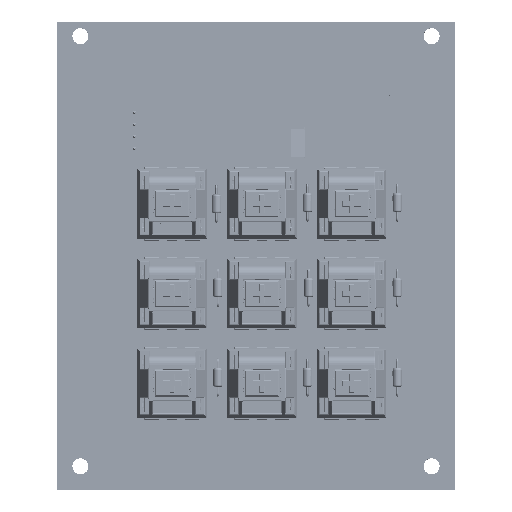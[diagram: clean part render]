
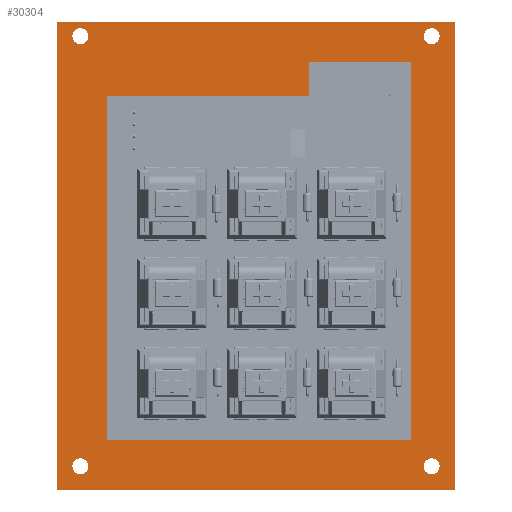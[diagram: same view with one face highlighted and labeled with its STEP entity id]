
A CAD part, top view. The second image highlights one B-rep face of the part: STEP entity #30304.
In plain terms, the highlighted planar face has unit normal (0, 0, 1).
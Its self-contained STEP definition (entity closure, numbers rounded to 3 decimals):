
#3096=CIRCLE('',#32742,1.7);
#3097=CIRCLE('',#32743,1.7);
#3098=CIRCLE('',#32744,1.7);
#3099=CIRCLE('',#32745,1.7);
#3357=FACE_BOUND('',#6761,.T.);
#3358=FACE_BOUND('',#6762,.T.);
#3359=FACE_BOUND('',#6763,.T.);
#3360=FACE_BOUND('',#6764,.T.);
#3361=FACE_BOUND('',#6765,.T.);
#4930=FACE_OUTER_BOUND('',#6760,.T.);
#6760=EDGE_LOOP('',(#27682,#27683,#27684,#27685));
#6761=EDGE_LOOP('',(#27686));
#6762=EDGE_LOOP('',(#27687));
#6763=EDGE_LOOP('',(#27688));
#6764=EDGE_LOOP('',(#27689));
#6765=EDGE_LOOP('',(#27690,#27691,#27692,#27693,#27694,#27695));
#9746=LINE('',#64662,#12740);
#9748=LINE('',#64666,#12742);
#9751=LINE('',#64672,#12745);
#9752=LINE('',#64673,#12746);
#9753=LINE('',#64684,#12747);
#9754=LINE('',#64686,#12748);
#9755=LINE('',#64688,#12749);
#9756=LINE('',#64690,#12750);
#9757=LINE('',#64692,#12751);
#9758=LINE('',#64693,#12752);
#12740=VECTOR('',#40337,10.);
#12742=VECTOR('',#40341,10.);
#12745=VECTOR('',#40346,10.);
#12746=VECTOR('',#40347,10.);
#12747=VECTOR('',#40356,10.);
#12748=VECTOR('',#40357,10.);
#12749=VECTOR('',#40358,10.);
#12750=VECTOR('',#40359,10.);
#12751=VECTOR('',#40360,10.);
#12752=VECTOR('',#40361,10.);
#15384=VERTEX_POINT('',#64659);
#15385=VERTEX_POINT('',#64661);
#15386=VERTEX_POINT('',#64665);
#15388=VERTEX_POINT('',#64671);
#15389=VERTEX_POINT('',#64674);
#15390=VERTEX_POINT('',#64676);
#15391=VERTEX_POINT('',#64678);
#15392=VERTEX_POINT('',#64680);
#15393=VERTEX_POINT('',#64682);
#15394=VERTEX_POINT('',#64683);
#15395=VERTEX_POINT('',#64685);
#15396=VERTEX_POINT('',#64687);
#15397=VERTEX_POINT('',#64689);
#15398=VERTEX_POINT('',#64691);
#19486=EDGE_CURVE('',#15385,#15384,#9746,.T.);
#19488=EDGE_CURVE('',#15386,#15385,#9748,.T.);
#19491=EDGE_CURVE('',#15384,#15388,#9751,.T.);
#19492=EDGE_CURVE('',#15388,#15386,#9752,.T.);
#19493=EDGE_CURVE('',#15389,#15389,#3096,.T.);
#19494=EDGE_CURVE('',#15390,#15390,#3097,.T.);
#19495=EDGE_CURVE('',#15391,#15391,#3098,.T.);
#19496=EDGE_CURVE('',#15392,#15392,#3099,.T.);
#19497=EDGE_CURVE('',#15393,#15394,#9753,.T.);
#19498=EDGE_CURVE('',#15393,#15395,#9754,.T.);
#19499=EDGE_CURVE('',#15395,#15396,#9755,.T.);
#19500=EDGE_CURVE('',#15396,#15397,#9756,.T.);
#19501=EDGE_CURVE('',#15397,#15398,#9757,.T.);
#19502=EDGE_CURVE('',#15394,#15398,#9758,.T.);
#27682=ORIENTED_EDGE('',*,*,#19486,.T.);
#27683=ORIENTED_EDGE('',*,*,#19491,.T.);
#27684=ORIENTED_EDGE('',*,*,#19492,.T.);
#27685=ORIENTED_EDGE('',*,*,#19488,.T.);
#27686=ORIENTED_EDGE('',*,*,#19493,.T.);
#27687=ORIENTED_EDGE('',*,*,#19494,.T.);
#27688=ORIENTED_EDGE('',*,*,#19495,.T.);
#27689=ORIENTED_EDGE('',*,*,#19496,.T.);
#27690=ORIENTED_EDGE('',*,*,#19497,.F.);
#27691=ORIENTED_EDGE('',*,*,#19498,.T.);
#27692=ORIENTED_EDGE('',*,*,#19499,.T.);
#27693=ORIENTED_EDGE('',*,*,#19500,.T.);
#27694=ORIENTED_EDGE('',*,*,#19501,.T.);
#27695=ORIENTED_EDGE('',*,*,#19502,.F.);
#28731=PLANE('',#32741);
#30304=ADVANCED_FACE('',(#4930,#3357,#3358,#3359,#3360,#3361),#28731,.T.);
#32741=AXIS2_PLACEMENT_3D('',#64670,#40344,#40345);
#32742=AXIS2_PLACEMENT_3D('',#64675,#40348,#40349);
#32743=AXIS2_PLACEMENT_3D('',#64677,#40350,#40351);
#32744=AXIS2_PLACEMENT_3D('',#64679,#40352,#40353);
#32745=AXIS2_PLACEMENT_3D('',#64681,#40354,#40355);
#40337=DIRECTION('',(-1.,0.,0.));
#40341=DIRECTION('',(0.,1.,0.));
#40344=DIRECTION('center_axis',(0.,0.,1.));
#40345=DIRECTION('ref_axis',(-1.,0.,0.));
#40346=DIRECTION('',(0.,-1.,0.));
#40347=DIRECTION('',(1.,0.,0.));
#40348=DIRECTION('center_axis',(0.,0.,-1.));
#40349=DIRECTION('ref_axis',(-1.,0.,0.));
#40350=DIRECTION('center_axis',(0.,0.,-1.));
#40351=DIRECTION('ref_axis',(-1.,0.,0.));
#40352=DIRECTION('center_axis',(0.,0.,-1.));
#40353=DIRECTION('ref_axis',(-1.,0.,0.));
#40354=DIRECTION('center_axis',(0.,0.,-1.));
#40355=DIRECTION('ref_axis',(-1.,0.,0.));
#40356=DIRECTION('',(-1.,0.,0.));
#40357=DIRECTION('',(0.,-1.,0.));
#40358=DIRECTION('',(-1.,0.,0.));
#40359=DIRECTION('',(0.,1.,0.));
#40360=DIRECTION('',(1.,0.,0.));
#40361=DIRECTION('',(0.,-1.,0.));
#64659=CARTESIAN_POINT('',(-310.578,347.518,15.));
#64661=CARTESIAN_POINT('',(-226.078,347.518,15.));
#64662=CARTESIAN_POINT('',(-247.203,347.518,15.));
#64665=CARTESIAN_POINT('',(-226.078,248.254,15.));
#64666=CARTESIAN_POINT('',(-226.078,248.254,15.));
#64670=CARTESIAN_POINT('Origin',(-268.328,298.886,15.));
#64671=CARTESIAN_POINT('',(-310.578,248.254,15.));
#64672=CARTESIAN_POINT('',(-310.578,349.518,15.));
#64673=CARTESIAN_POINT('',(-310.578,248.254,15.));
#64674=CARTESIAN_POINT('',(-229.378,253.254,15.));
#64675=CARTESIAN_POINT('Origin',(-231.078,253.254,15.));
#64676=CARTESIAN_POINT('',(-303.878,344.518,15.));
#64677=CARTESIAN_POINT('Origin',(-305.578,344.518,15.));
#64678=CARTESIAN_POINT('',(-229.378,344.518,15.));
#64679=CARTESIAN_POINT('Origin',(-231.078,344.518,15.));
#64680=CARTESIAN_POINT('',(-303.878,253.254,15.));
#64681=CARTESIAN_POINT('Origin',(-305.578,253.254,15.));
#64682=CARTESIAN_POINT('',(-235.5,339.,15.));
#64683=CARTESIAN_POINT('',(-257.,339.,15.));
#64684=CARTESIAN_POINT('',(-300.,339.,15.));
#64685=CARTESIAN_POINT('',(-235.5,258.736,15.));
#64686=CARTESIAN_POINT('',(-235.5,340.,15.));
#64687=CARTESIAN_POINT('',(-300.,258.736,15.));
#64688=CARTESIAN_POINT('',(-235.5,258.736,15.));
#64689=CARTESIAN_POINT('',(-300.,331.841,15.));
#64690=CARTESIAN_POINT('',(-300.,258.736,15.));
#64691=CARTESIAN_POINT('',(-257.,331.841,15.));
#64692=CARTESIAN_POINT('',(-300.,331.841,15.));
#64693=CARTESIAN_POINT('',(-257.,339.,15.));
